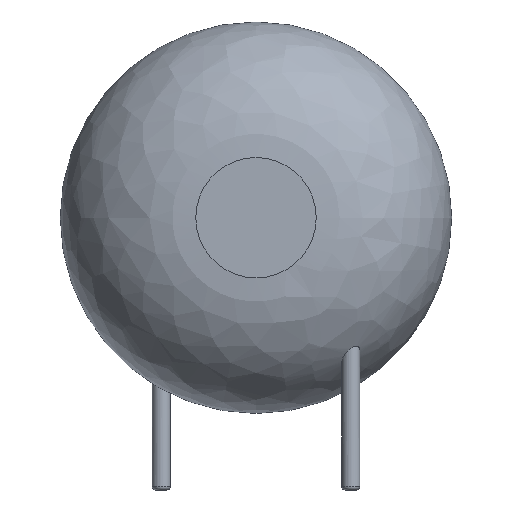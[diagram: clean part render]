
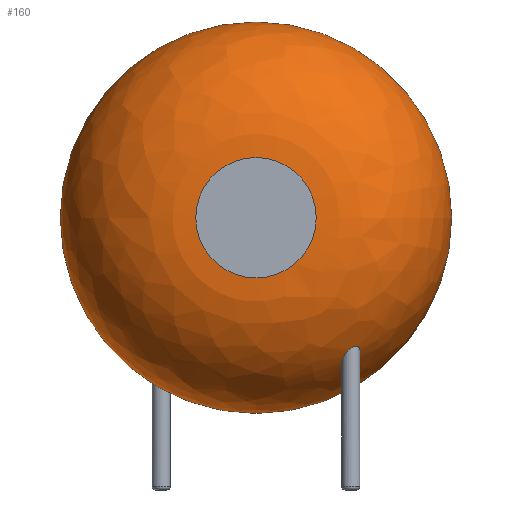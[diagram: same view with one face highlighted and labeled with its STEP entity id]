
A CAD part, front view. The second image highlights one B-rep face of the part: STEP entity #160.
In plain terms, the highlighted face is a revolution surface.
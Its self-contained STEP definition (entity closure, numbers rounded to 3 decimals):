
#24 = VERTEX_POINT('',#25);
#25 = CARTESIAN_POINT('',(11.5,-3.484,7.78));
#31 = EDGE_CURVE('',#24,#24,#32,.T.);
#32 = CIRCLE('',#33,7.75);
#33 = AXIS2_PLACEMENT_3D('',#34,#35,#36);
#34 = CARTESIAN_POINT('',(3.75,-3.484,7.78));
#35 = DIRECTION('',(0.,-1.,0.));
#36 = DIRECTION('',(1.,0.,0.));
#160 = ADVANCED_FACE('',(#161,#181),#249,.T.);
#161 = FACE_BOUND('',#162,.T.);
#162 = EDGE_LOOP('',(#163,#164,#173,#180));
#163 = ORIENTED_EDGE('',*,*,#31,.T.);
#164 = ORIENTED_EDGE('',*,*,#165,.T.);
#165 = EDGE_CURVE('',#24,#166,#168,.T.);
#166 = VERTEX_POINT('',#167);
#167 = CARTESIAN_POINT('',(6.134,-8.85,7.78));
#168 = CIRCLE('',#169,5.366);
#169 = AXIS2_PLACEMENT_3D('',#170,#171,#172);
#170 = CARTESIAN_POINT('',(6.134,-3.484,7.78));
#171 = DIRECTION('',(0.,0.,-1.));
#172 = DIRECTION('',(1.,0.,0.));
#173 = ORIENTED_EDGE('',*,*,#174,.F.);
#174 = EDGE_CURVE('',#166,#166,#175,.T.);
#175 = CIRCLE('',#176,2.384);
#176 = AXIS2_PLACEMENT_3D('',#177,#178,#179);
#177 = CARTESIAN_POINT('',(3.75,-8.85,7.78));
#178 = DIRECTION('',(0.,-1.,0.));
#179 = DIRECTION('',(1.,0.,0.));
#180 = ORIENTED_EDGE('',*,*,#165,.F.);
#181 = FACE_BOUND('',#182,.T.);
#182 = EDGE_LOOP('',(#183,#202));
#183 = ORIENTED_EDGE('',*,*,#184,.T.);
#184 = EDGE_CURVE('',#185,#187,#189,.T.);
#185 = VERTEX_POINT('',#186);
#186 = CARTESIAN_POINT('',(7.86,-6.7,2.515));
#187 = VERTEX_POINT('',#188);
#188 = CARTESIAN_POINT('',(7.53,-6.341,1.976)
);
#189 = B_SPLINE_CURVE_WITH_KNOTS('',6,(#190,#191,#192,#193,#194,#195,
#196,#197,#198,#199,#200,#201),.UNSPECIFIED.,.F.,.F.,(7,5,7),(
0.,0.376,1.),.UNSPECIFIED.);
#190 = CARTESIAN_POINT('',(7.86,-6.7,2.515));
#191 = CARTESIAN_POINT('',(7.86,-6.666,2.482));
#192 = CARTESIAN_POINT('',(7.856,-6.633,2.449)
);
#193 = CARTESIAN_POINT('',(7.849,-6.6,2.414)
);
#194 = CARTESIAN_POINT('',(7.838,-6.569,2.378
));
#195 = CARTESIAN_POINT('',(7.824,-6.54,2.341)
);
#196 = CARTESIAN_POINT('',(7.779,-6.466,2.245
));
#197 = CARTESIAN_POINT('',(7.742,-6.425,2.185
));
#198 = CARTESIAN_POINT('',(7.698,-6.39,2.126
));
#199 = CARTESIAN_POINT('',(7.647,-6.363,2.07
));
#200 = CARTESIAN_POINT('',(7.59,-6.346,2.019)
);
#201 = CARTESIAN_POINT('',(7.53,-6.341,1.976)
);
#202 = ORIENTED_EDGE('',*,*,#203,.T.);
#203 = EDGE_CURVE('',#187,#185,#204,.T.);
#204 = B_SPLINE_CURVE_WITH_KNOTS('',8,(#205,#206,#207,#208,#209,#210,
#211,#212,#213,#214,#215,#216,#217,#218,#219,#220,#221,#222,#223,
#224,#225,#226,#227,#228,#229,#230,#231,#232,#233,#234,#235,#236,
#237,#238,#239,#240,#241,#242,#243,#244,#245,#246,#247,#248),
.UNSPECIFIED.,.F.,.F.,(9,7,7,7,7,7,9),(0.,0.255,
0.312,0.497,0.708,0.873,1.),
.UNSPECIFIED.);
#205 = CARTESIAN_POINT('',(7.53,-6.341,1.976)
);
#206 = CARTESIAN_POINT('',(7.475,-6.337,1.937
));
#207 = CARTESIAN_POINT('',(7.417,-6.341,1.904
));
#208 = CARTESIAN_POINT('',(7.357,-6.358,1.879
));
#209 = CARTESIAN_POINT('',(7.301,-6.386,1.865)
);
#210 = CARTESIAN_POINT('',(7.251,-6.425,1.865
));
#211 = CARTESIAN_POINT('',(7.211,-6.472,1.878
));
#212 = CARTESIAN_POINT('',(7.181,-6.524,1.902)
);
#213 = CARTESIAN_POINT('',(7.157,-6.589,1.941
));
#214 = CARTESIAN_POINT('',(7.154,-6.6,1.948
));
#215 = CARTESIAN_POINT('',(7.15,-6.612,1.956
));
#216 = CARTESIAN_POINT('',(7.148,-6.624,1.964
));
#217 = CARTESIAN_POINT('',(7.145,-6.636,1.973)
);
#218 = CARTESIAN_POINT('',(7.143,-6.648,1.982)
);
#219 = CARTESIAN_POINT('',(7.142,-6.66,1.991)
);
#220 = CARTESIAN_POINT('',(7.138,-6.71,2.032
));
#221 = CARTESIAN_POINT('',(7.14,-6.749,2.067)
);
#222 = CARTESIAN_POINT('',(7.146,-6.786,2.104
));
#223 = CARTESIAN_POINT('',(7.157,-6.821,2.143
));
#224 = CARTESIAN_POINT('',(7.171,-6.855,2.183
));
#225 = CARTESIAN_POINT('',(7.188,-6.886,2.224
));
#226 = CARTESIAN_POINT('',(7.209,-6.915,2.265
));
#227 = CARTESIAN_POINT('',(7.261,-6.972,2.355
));
#228 = CARTESIAN_POINT('',(7.292,-6.999,2.402)
);
#229 = CARTESIAN_POINT('',(7.327,-7.021,2.449)
);
#230 = CARTESIAN_POINT('',(7.365,-7.04,2.494
));
#231 = CARTESIAN_POINT('',(7.406,-7.053,2.537
));
#232 = CARTESIAN_POINT('',(7.45,-7.061,2.577)
);
#233 = CARTESIAN_POINT('',(7.495,-7.063,2.612
));
#234 = CARTESIAN_POINT('',(7.578,-7.053,2.662)
);
#235 = CARTESIAN_POINT('',(7.615,-7.045,2.68
));
#236 = CARTESIAN_POINT('',(7.651,-7.032,2.694
));
#237 = CARTESIAN_POINT('',(7.687,-7.014,2.701
));
#238 = CARTESIAN_POINT('',(7.719,-6.991,2.702
));
#239 = CARTESIAN_POINT('',(7.749,-6.965,2.696
));
#240 = CARTESIAN_POINT('',(7.775,-6.936,2.685
));
#241 = CARTESIAN_POINT('',(7.812,-6.881,2.658
));
#242 = CARTESIAN_POINT('',(7.826,-6.856,2.643
));
#243 = CARTESIAN_POINT('',(7.838,-6.831,2.626
));
#244 = CARTESIAN_POINT('',(7.847,-6.805,2.606
));
#245 = CARTESIAN_POINT('',(7.854,-6.778,2.585)
);
#246 = CARTESIAN_POINT('',(7.858,-6.752,2.563
));
#247 = CARTESIAN_POINT('',(7.86,-6.726,2.539));
#248 = CARTESIAN_POINT('',(7.86,-6.7,2.515));
#249 = SURFACE_OF_REVOLUTION('',#250,#263);
#250 = B_SPLINE_CURVE_WITH_KNOTS('',6,(#251,#252,#253,#254,#255,#256,
#257,#258,#259,#260,#261,#262),.UNSPECIFIED.,.F.,.F.,(7,5,7),(
0.,0.785,1.571),.UNSPECIFIED.);
#251 = CARTESIAN_POINT('',(11.5,-3.484,7.78));
#252 = CARTESIAN_POINT('',(11.5,-4.187,7.78));
#253 = CARTESIAN_POINT('',(11.39,-4.889,7.78));
#254 = CARTESIAN_POINT('',(11.169,-5.57,7.78));
#255 = CARTESIAN_POINT('',(10.844,-6.207,7.78));
#256 = CARTESIAN_POINT('',(10.425,-6.782,7.78));
#257 = CARTESIAN_POINT('',(9.432,-7.775,7.78));
#258 = CARTESIAN_POINT('',(8.857,-8.194,7.78));
#259 = CARTESIAN_POINT('',(8.22,-8.519,7.78));
#260 = CARTESIAN_POINT('',(7.539,-8.74,7.78));
#261 = CARTESIAN_POINT('',(6.837,-8.85,7.78));
#262 = CARTESIAN_POINT('',(6.134,-8.85,7.78));
#263 = AXIS1_PLACEMENT('',#264,#265);
#264 = CARTESIAN_POINT('',(3.75,-3.484,7.78));
#265 = DIRECTION('',(0.,-1.,0.));
